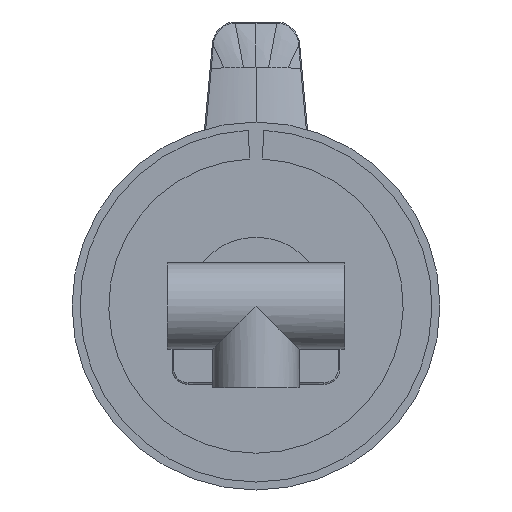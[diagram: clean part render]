
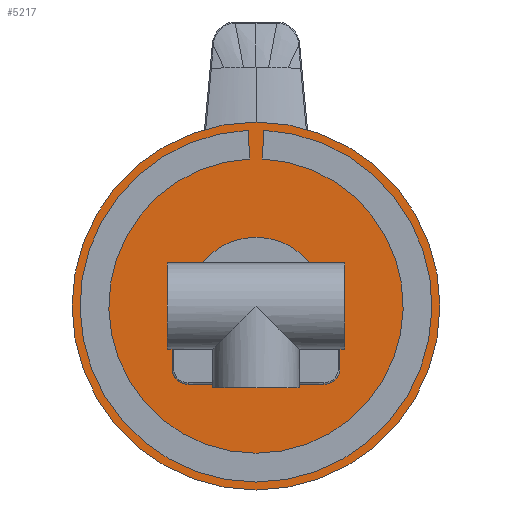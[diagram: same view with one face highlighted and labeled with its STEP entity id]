
A CAD part, front view. The second image highlights one B-rep face of the part: STEP entity #5217.
In plain terms, the highlighted planar face has unit normal (0, -1, 0).
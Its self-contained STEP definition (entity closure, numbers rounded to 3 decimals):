
#135=FACE_BOUND('',#888,.T.);
#136=FACE_BOUND('',#889,.T.);
#156=PLANE('',#5549);
#582=FACE_OUTER_BOUND('',#887,.T.);
#887=EDGE_LOOP('',(#3627));
#888=EDGE_LOOP('',(#3628,#3629,#3630,#3631));
#889=EDGE_LOOP('',(#3632));
#1442=CIRCLE('',#5542,55.);
#1444=CIRCLE('',#5545,46.);
#1446=CIRCLE('',#5550,57.5);
#1447=CIRCLE('',#5551,21.);
#1636=LINE('',#7390,#1987);
#1643=LINE('',#7411,#1994);
#1987=VECTOR('',#5991,10.);
#1994=VECTOR('',#6014,10.);
#2347=VERTEX_POINT('',#7388);
#2348=VERTEX_POINT('',#7389);
#2351=VERTEX_POINT('',#7397);
#2353=VERTEX_POINT('',#7403);
#2355=VERTEX_POINT('',#7413);
#2356=VERTEX_POINT('',#7415);
#2830=EDGE_CURVE('',#2347,#2348,#1636,.T.);
#2834=EDGE_CURVE('',#2351,#2347,#1442,.T.);
#2837=EDGE_CURVE('',#2348,#2353,#1444,.T.);
#2841=EDGE_CURVE('',#2353,#2351,#1643,.T.);
#2842=EDGE_CURVE('',#2355,#2355,#1446,.T.);
#2843=EDGE_CURVE('',#2356,#2356,#1447,.T.);
#3627=ORIENTED_EDGE('',*,*,#2842,.F.);
#3628=ORIENTED_EDGE('',*,*,#2834,.T.);
#3629=ORIENTED_EDGE('',*,*,#2830,.T.);
#3630=ORIENTED_EDGE('',*,*,#2837,.T.);
#3631=ORIENTED_EDGE('',*,*,#2841,.T.);
#3632=ORIENTED_EDGE('',*,*,#2843,.F.);
#5217=ADVANCED_FACE('',(#582,#135,#136),#156,.F.);
#5542=AXIS2_PLACEMENT_3D('',#7398,#5997,#5998);
#5545=AXIS2_PLACEMENT_3D('',#7404,#6004,#6005);
#5549=AXIS2_PLACEMENT_3D('',#7412,#6015,#6016);
#5550=AXIS2_PLACEMENT_3D('',#7414,#6017,#6018);
#5551=AXIS2_PLACEMENT_3D('',#7416,#6019,#6020);
#5991=DIRECTION('',(0.044,0.,-0.999));
#5997=DIRECTION('center_axis',(0.,1.,0.));
#5998=DIRECTION('ref_axis',(-0.044,0.,0.999));
#6004=DIRECTION('center_axis',(0.,-1.,0.));
#6005=DIRECTION('ref_axis',(-0.044,0.,0.999));
#6014=DIRECTION('',(0.044,0.,0.999));
#6015=DIRECTION('center_axis',(0.,1.,0.));
#6016=DIRECTION('ref_axis',(0.,0.,
-1.));
#6017=DIRECTION('center_axis',(0.,1.,0.));
#6018=DIRECTION('ref_axis',(1.,0.,0.));
#6019=DIRECTION('center_axis',(0.,-1.,0.));
#6020=DIRECTION('ref_axis',(1.,0.,0.));
#7388=CARTESIAN_POINT('',(8.322,-4.2,38.614));
#7389=CARTESIAN_POINT('',(8.715,-4.2,29.623));
#7390=CARTESIAN_POINT('',(9.566,-4.2,10.128));
#7397=CARTESIAN_POINT('',(13.12,-4.2,38.614));
#7398=CARTESIAN_POINT('Origin',(10.721,-4.2,-16.333));
#7403=CARTESIAN_POINT('',(12.728,-4.2,29.623));
#7404=CARTESIAN_POINT('Origin',(10.721,-4.2,-16.333));
#7411=CARTESIAN_POINT('',(11.769,-4.2,7.657));
#7412=CARTESIAN_POINT('Origin',(-45.979,-4.2,-16.333));
#7413=CARTESIAN_POINT('',(-46.779,-4.2,-16.333));
#7414=CARTESIAN_POINT('Origin',(10.721,-4.2,-16.333));
#7415=CARTESIAN_POINT('',(-10.279,-4.2,-16.333));
#7416=CARTESIAN_POINT('Origin',(10.721,-4.2,-16.333));
